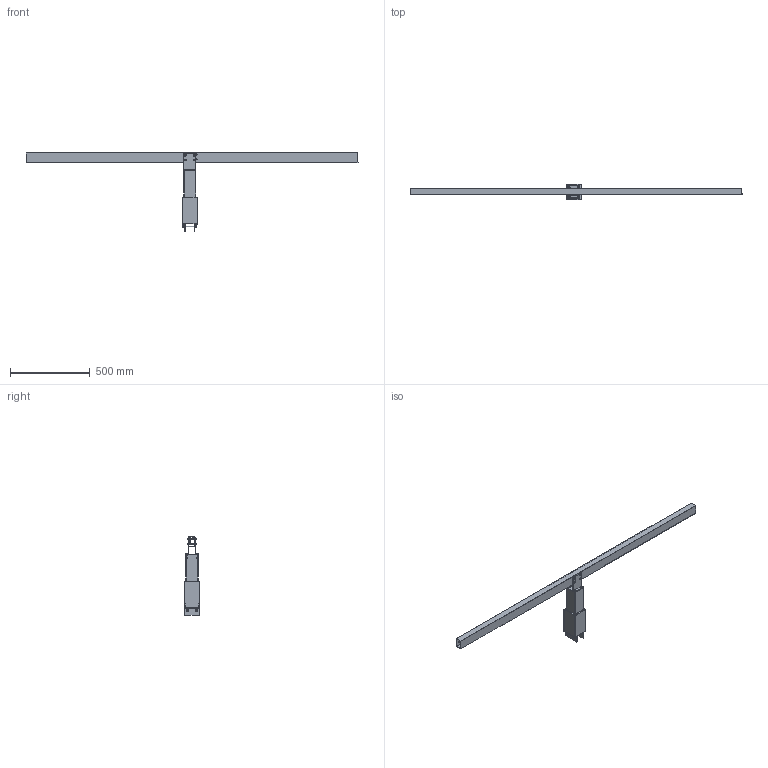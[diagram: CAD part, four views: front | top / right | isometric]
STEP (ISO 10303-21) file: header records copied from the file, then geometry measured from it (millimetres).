
FILE_DESCRIPTION(/* description */ ('STEP AP242'),/* implementation_level */ '2;1');
FILE_NAME(/* name */ 'Beam and brackets simple.stp',/* time_stamp */ '2025-05-22T21:35:13+02:00',/* author */ ('Fredrik'),/* organization */ (''),/* preprocessor_version */ 'ST-DEVELOPER v20',/* originating_system */ 'Autodesk Inventor 2025',/* authorisation */ ' ');
FILE_SCHEMA (('AUTOMOTIVE_DESIGN { 1 0 10303 214 3 1 1 }'));
Products named in the file (13): VÅK rigid_simple; Bom enkel; Bom_simple; Heis dummy nedre stilling; ISO 7091 - ST 8 - 100 HV; ISO 4034 - M8; ISO 4762 - M5 x 25; ISO 4162 - M5 x 50; ISO 4161 - M5; Nut GB/T 17880.4-1999 M8 x 15; Brakett nedre; ISO 4162 - M8 x 80; Bom brakett øvre
Assembly tree (27 placements, depth 3):
  VÅK rigid_simple
    Bom enkel
      Bom_simple
    Heis dummy nedre stilling
    ISO 7091 - ST 8 - 100 HV  x2
    ISO 4034 - M8  x2
    ISO 4762 - M5 x 25  x4
    ISO 4162 - M5 x 50  x4
    ISO 4161 - M5  x4
    Nut GB/T 17880.4-1999 M8 x 15  x2
    Brakett nedre  x2
    ISO 4162 - M8 x 80  x2
    Bom brakett øvre  x2
Bounding box: 2080 x 97 x 489.18 mm (x, y, z)
Volume: 3836138.1 mm3; surface area: 1002739.4 mm2
Topology: 26 solids, 26 shells, 511 faces, 1340 edges, 870 vertices
Faces by surface type: plane 273, cylinder 120, cone 84, torus 22, sphere 12
Full cylindrical faces by diameter (mm): 4.134 x12, 5 x8, 5.4 x16, 6.647 x4, 7 x8, 8 x2, 8.4 x4, 8.5 x4, 9 x2, 9.2 x2, 10.922 x2, 11 x2, 16 x2
Entity records: 7976 total; most frequent: CARTESIAN_POINT 1442, DIRECTION 1313, ORIENTED_EDGE 1232, EDGE_CURVE 616, AXIS2_PLACEMENT_3D 489, VERTEX_POINT 399, LINE 335, VECTOR 335
